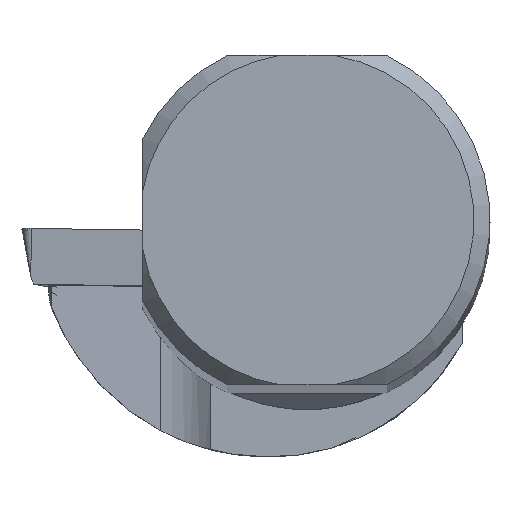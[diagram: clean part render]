
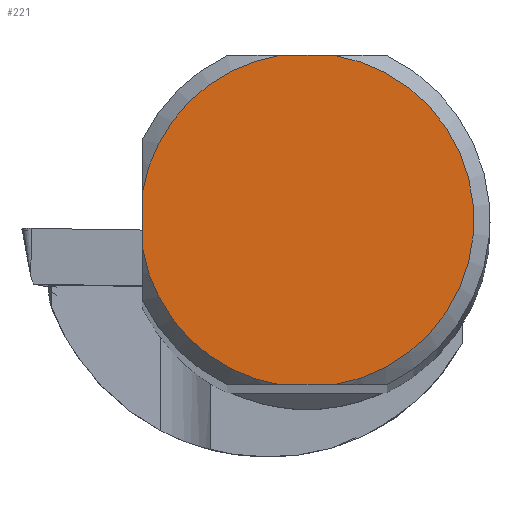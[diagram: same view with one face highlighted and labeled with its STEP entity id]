
A CAD part, top view. The second image highlights one B-rep face of the part: STEP entity #221.
In plain terms, the highlighted planar face has unit normal (0, 0, 1).
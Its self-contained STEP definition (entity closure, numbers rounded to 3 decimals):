
#168=FACE_OUTER_BOUND('',#475,.T.);
#221=ADVANCED_FACE('',(#168),#257,.T.);
#257=PLANE('',#1214);
#306=LINE('',#1837,#380);
#325=LINE('',#2017,#399);
#326=LINE('',#2018,#400);
#380=VECTOR('',#1366,1.);
#399=VECTOR('',#1449,1.);
#400=VECTOR('',#1450,1.);
#475=EDGE_LOOP('',(#662,#663,#664,#665,#666,#667));
#662=ORIENTED_EDGE('',*,*,#997,.F.);
#663=ORIENTED_EDGE('',*,*,#992,.T.);
#664=ORIENTED_EDGE('',*,*,#998,.F.);
#665=ORIENTED_EDGE('',*,*,#999,.T.);
#666=ORIENTED_EDGE('',*,*,#945,.F.);
#667=ORIENTED_EDGE('',*,*,#994,.T.);
#834=VERTEX_POINT('',#1836);
#835=VERTEX_POINT('',#1838);
#868=VERTEX_POINT('',#1997);
#870=VERTEX_POINT('',#2004);
#871=VERTEX_POINT('',#2011);
#872=VERTEX_POINT('',#2019);
#945=EDGE_CURVE('',#834,#835,#306,.T.);
#992=EDGE_CURVE('',#868,#870,#1051,.T.);
#994=EDGE_CURVE('',#834,#871,#1052,.T.);
#997=EDGE_CURVE('',#868,#871,#325,.T.);
#998=EDGE_CURVE('',#872,#870,#326,.T.);
#999=EDGE_CURVE('',#872,#835,#1053,.T.);
#1051=CIRCLE('',#1208,7.23);
#1052=CIRCLE('',#1210,7.23);
#1053=CIRCLE('',#1213,7.23);
#1208=AXIS2_PLACEMENT_3D('',#2005,#1437,#1438);
#1210=AXIS2_PLACEMENT_3D('',#2012,#1441,#1442);
#1213=AXIS2_PLACEMENT_3D('',#2020,#1451,#1452);
#1214=AXIS2_PLACEMENT_3D('',#2021,#1453,#1454);
#1366=DIRECTION('',(0.,1.,0.));
#1437=DIRECTION('',(0.,0.,1.));
#1438=DIRECTION('',(1.,0.,0.));
#1441=DIRECTION('',(0.,0.,1.));
#1442=DIRECTION('',(1.,0.,0.));
#1449=DIRECTION('',(-1.,0.,0.));
#1450=DIRECTION('',(1.,0.,0.));
#1451=DIRECTION('',(0.,0.,1.));
#1452=DIRECTION('',(1.,0.,0.));
#1453=DIRECTION('',(0.,0.,1.));
#1454=DIRECTION('',(1.,0.,0.));
#1836=CARTESIAN_POINT('',(-7.13,-1.198,0.));
#1837=CARTESIAN_POINT('',(-7.13,0.,0.));
#1838=CARTESIAN_POINT('',(-7.13,1.198,0.));
#1997=CARTESIAN_POINT('',(1.137,-7.14,0.));
#2004=CARTESIAN_POINT('',(1.137,7.14,0.));
#2005=CARTESIAN_POINT('',(0.,0.,0.));
#2011=CARTESIAN_POINT('',(-1.137,-7.14,0.));
#2012=CARTESIAN_POINT('',(0.,0.,0.));
#2017=CARTESIAN_POINT('',(0.,-7.14,0.));
#2018=CARTESIAN_POINT('',(0.,7.14,0.));
#2019=CARTESIAN_POINT('',(-1.137,7.14,0.));
#2020=CARTESIAN_POINT('',(0.,0.,0.));
#2021=CARTESIAN_POINT('',(0.,0.,
0.));
